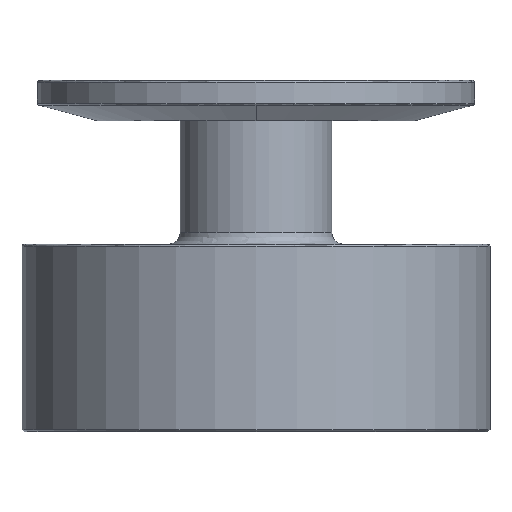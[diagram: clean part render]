
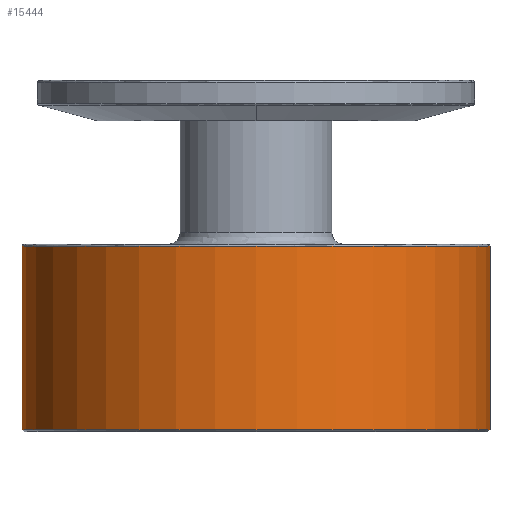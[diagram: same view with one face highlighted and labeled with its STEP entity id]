
A CAD part, front view. The second image highlights one B-rep face of the part: STEP entity #15444.
In plain terms, the highlighted cylindrical face has radius 29.362 mm (diameter 58.725 mm), a partial arc.
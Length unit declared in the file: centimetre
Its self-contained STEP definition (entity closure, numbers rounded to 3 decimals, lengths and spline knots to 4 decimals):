
#573 = EDGE_CURVE ( 'NONE', #26374, #26073, #24587, .T. ) ;
#10925 = AXIS2_PLACEMENT_3D ( 'NONE', #33793, #33777, #33776 ) ;
#15444 = ADVANCED_FACE ( 'NONE', ( #29378 ), #29379, .T. ) ;
#16782 = CARTESIAN_POINT ( 'NONE',  ( 2.9362, 0., -4.3815 ) ) ;
#16902 = CARTESIAN_POINT ( 'NONE',  ( -2.9362, 0., -4.3815 ) ) ;
#24587 = CIRCLE ( 'NONE', #36703, 2.9362 ) ;
#26073 = VERTEX_POINT ( 'NONE', #16782 ) ;
#26374 = VERTEX_POINT ( 'NONE', #16902 ) ;
#28110 = EDGE_LOOP ( 'NONE', ( #30477, #30753, #30614, #30576 ) ) ;
#29378 = FACE_OUTER_BOUND ( 'NONE', #28110, .T. ) ;
#29379 = CYLINDRICAL_SURFACE ( 'NONE', #10925, 2.9362 ) ;
#30477 = ORIENTED_EDGE ( 'NONE', *, *, #35753, .F. ) ;
#30576 = ORIENTED_EDGE ( 'NONE', *, *, #35943, .F. ) ;
#30614 = ORIENTED_EDGE ( 'NONE', *, *, #35789, .T. ) ;
#30753 = ORIENTED_EDGE ( 'NONE', *, *, #573, .T. ) ;
#33776 = DIRECTION ( 'NONE',  ( 1., 0., 0. ) ) ;
#33777 = DIRECTION ( 'NONE',  ( 0., 0., 1. ) ) ;
#33793 = CARTESIAN_POINT ( 'NONE',  ( 0., 0., -2.3114 ) ) ;
#35753 = EDGE_CURVE ( 'NONE', #26374, #41008, #36433, .T. ) ;
#35789 = EDGE_CURVE ( 'NONE', #26073, #41115, #36446, .T. ) ;
#35943 = EDGE_CURVE ( 'NONE', #41008, #41115, #36505, .T. ) ;
#36433 = LINE ( 'NONE', #41329, #36435 ) ;
#36435 = VECTOR ( 'NONE', #41331, 100. ) ;
#36446 = LINE ( 'NONE', #41402, #36447 ) ;
#36447 = VECTOR ( 'NONE', #41403, 100. ) ;
#36505 = CIRCLE ( 'NONE', #36656, 2.9362 ) ;
#36656 = AXIS2_PLACEMENT_3D ( 'NONE', #41858, #41859, #41860 ) ;
#36703 = AXIS2_PLACEMENT_3D ( 'NONE', #40318, #40314, #40323 ) ;
#40314 = DIRECTION ( 'NONE',  ( 0., 0., 1. ) ) ;
#40318 = CARTESIAN_POINT ( 'NONE',  ( 0., 0., -4.3815 ) ) ;
#40323 = DIRECTION ( 'NONE',  ( 1., 0., 0. ) ) ;
#41008 = VERTEX_POINT ( 'NONE', #42033 ) ;
#41115 = VERTEX_POINT ( 'NONE', #42041 ) ;
#41329 = CARTESIAN_POINT ( 'NONE',  ( -2.9362, 0., -2.3114 ) ) ;
#41331 = DIRECTION ( 'NONE',  ( 0., 0., 1. ) ) ;
#41402 = CARTESIAN_POINT ( 'NONE',  ( 2.9362, 0., -2.3114 ) ) ;
#41403 = DIRECTION ( 'NONE',  ( 0., 0., 1. ) ) ;
#41858 = CARTESIAN_POINT ( 'NONE',  ( 0., 0., -2.0828 ) ) ;
#41859 = DIRECTION ( 'NONE',  ( 0., 0., 1. ) ) ;
#41860 = DIRECTION ( 'NONE',  ( -1., 0., 0. ) ) ;
#42033 = CARTESIAN_POINT ( 'NONE',  ( -2.9362, 0., -2.0828 ) ) ;
#42041 = CARTESIAN_POINT ( 'NONE',  ( 2.9362, 0., -2.0828 ) ) ;
